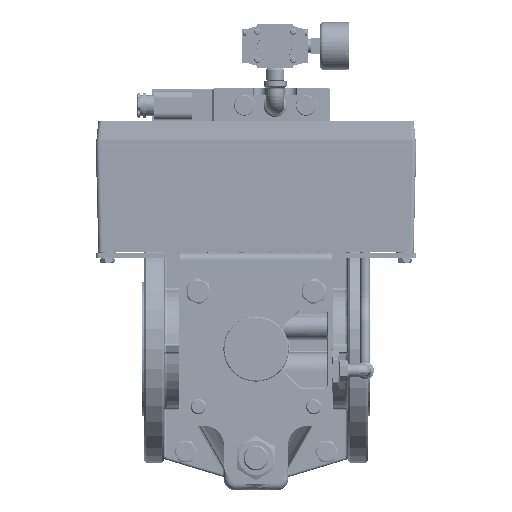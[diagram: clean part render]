
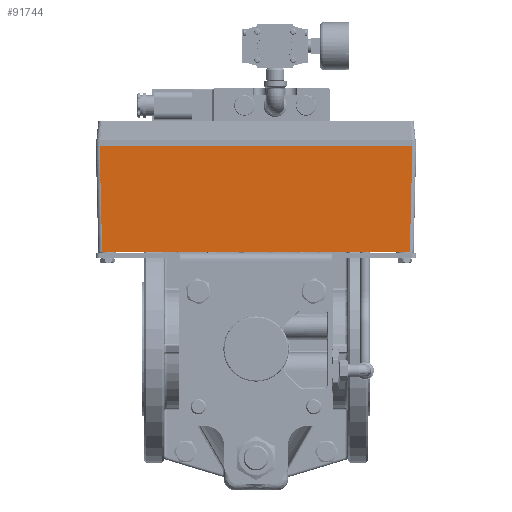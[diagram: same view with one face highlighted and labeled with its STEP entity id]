
A CAD part, front view. The second image highlights one B-rep face of the part: STEP entity #91744.
In plain terms, the highlighted face is planar.
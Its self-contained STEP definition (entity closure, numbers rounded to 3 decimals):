
#85039=CARTESIAN_POINT('',(73.,-116.,0.0));
#85040=VERTEX_POINT('',#85039);
#85272=CARTESIAN_POINT('',(73.0,116.,0.0));
#85273=VERTEX_POINT('',#85272);
#85320=CARTESIAN_POINT('',(73.,-120.001,0.0));
#85321=VERTEX_POINT('',#85320);
#85322=CARTESIAN_POINT('',(73.,-116.0,0.0));
#85323=DIRECTION('',(0.0,-1.0,0.0));
#85324=VECTOR('',#85323,4.001);
#85325=LINE('',#85322,#85324);
#85326=EDGE_CURVE('',#85040,#85321,#85325,.T.);
#85360=CARTESIAN_POINT('',(73.0,120.001,0.0));
#85361=VERTEX_POINT('',#85360);
#85369=CARTESIAN_POINT('',(73.0,120.001,0.0));
#85370=DIRECTION('',(0.0,-1.0,0.0));
#85371=VECTOR('',#85370,4.001);
#85372=LINE('',#85369,#85371);
#85373=EDGE_CURVE('',#85361,#85273,#85372,.T.);
#85462=CARTESIAN_POINT('',(73.0,116.,0.0));
#85463=DIRECTION('',(0.0,-1.0,0.0));
#85464=VECTOR('',#85463,232.0);
#85465=LINE('',#85462,#85464);
#85466=EDGE_CURVE('',#85273,#85040,#85465,.T.);
#91694=CARTESIAN_POINT('',(75.,122.001,82.));
#91695=VERTEX_POINT('',#91694);
#91703=CARTESIAN_POINT('',(75.0,122.001,82.));
#91704=DIRECTION('',(-0.024,-0.024,-0.999));
#91705=VECTOR('',#91704,82.049);
#91706=LINE('',#91703,#91705);
#91707=EDGE_CURVE('',#91695,#85361,#91706,.T.);
#91719=CARTESIAN_POINT('',(73.0,123.0,0.0));
#91720=DIRECTION('',(-1.,0.,0.024));
#91721=DIRECTION('',(0.024,0.0,1.));
#91722=AXIS2_PLACEMENT_3D('',#91719,#91720,#91721);
#91723=PLANE('',#91722);
#91724=ORIENTED_EDGE('',*,*,#91707,.F.);
#91725=CARTESIAN_POINT('',(75.,-122.001,82.));
#91726=VERTEX_POINT('',#91725);
#91727=CARTESIAN_POINT('',(75.,122.001,82.));
#91728=DIRECTION('',(0.0,-1.0,0.0));
#91729=VECTOR('',#91728,244.002);
#91730=LINE('',#91727,#91729);
#91731=EDGE_CURVE('',#91695,#91726,#91730,.T.);
#91732=ORIENTED_EDGE('',*,*,#91731,.T.);
#91733=CARTESIAN_POINT('',(73.,-120.001,0.));
#91734=DIRECTION('',(0.024,-0.024,0.999));
#91735=VECTOR('',#91734,82.049);
#91736=LINE('',#91733,#91735);
#91737=EDGE_CURVE('',#85321,#91726,#91736,.T.);
#91738=ORIENTED_EDGE('',*,*,#91737,.F.);
#91739=ORIENTED_EDGE('',*,*,#85326,.F.);
#91740=ORIENTED_EDGE('',*,*,#85466,.F.);
#91741=ORIENTED_EDGE('',*,*,#85373,.F.);
#91742=EDGE_LOOP('',(#91724,#91732,#91738,#91739,#91740,#91741));
#91743=FACE_OUTER_BOUND('',#91742,.T.);
#91744=ADVANCED_FACE('',(#91743),#91723,.F.);
